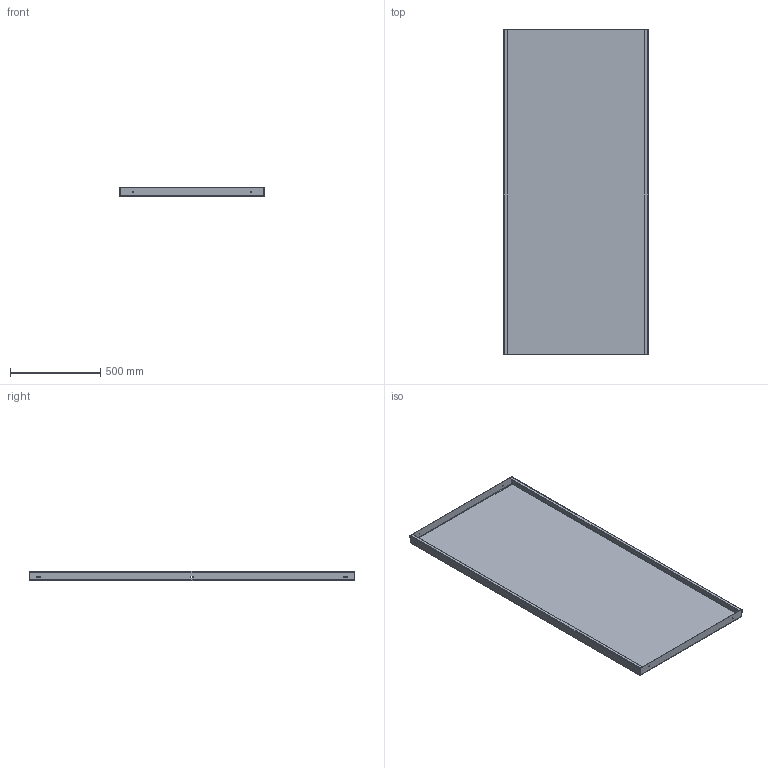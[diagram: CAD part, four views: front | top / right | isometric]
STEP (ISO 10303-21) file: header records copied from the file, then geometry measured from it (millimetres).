
FILE_DESCRIPTION (( 'STEP AP203' ), '1' );
FILE_NAME ('CPB3.STEP', '2021-02-12T08:06:39', ( '' ), ( '' ), 'SwSTEP 2.0', 'SolidWorks 2020', '' );
FILE_SCHEMA (( 'CONFIG_CONTROL_DESIGN' ));
Length unit declared in the file: millimetre
Products named in the file (1): CPB3
Bounding box: 800 x 1800 x 50 mm (x, y, z)
Volume: 3482253 mm3; surface area: 3494308.4 mm2
Topology: 1 solids, 1 shells, 90 faces, 216 edges, 128 vertices
Faces by surface type: plane 46, cylinder 36, bspline 8
Entity records: 3181 total; most frequent: CARTESIAN_POINT 1003, ORIENTED_EDGE 432, DIRECTION 422, EDGE_CURVE 216, VECTOR 144, LINE 144, AXIS2_PLACEMENT_3D 139, VERTEX_POINT 128
